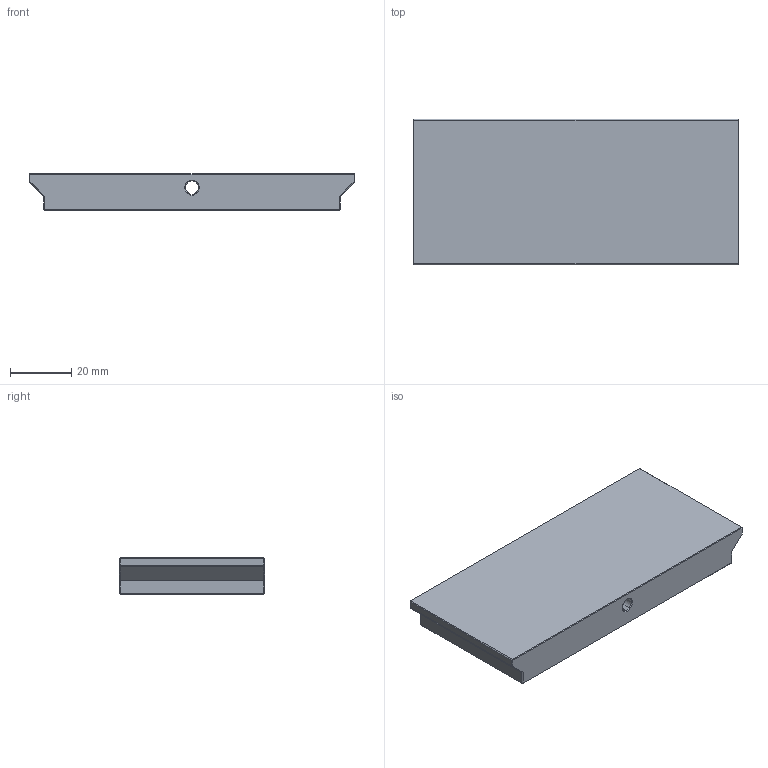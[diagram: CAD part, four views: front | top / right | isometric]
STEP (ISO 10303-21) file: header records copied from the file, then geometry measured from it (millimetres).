
FILE_DESCRIPTION(/* description */ (''),/* implementation_level */ '2;1');
FILE_NAME(/* name */ 'jaw_config1.step',/* time_stamp */ '2025-03-31T09:54:44+02:00',/* author */ (''),/* organization */ (''),/* preprocessor_version */ 'ST-DEVELOPER v20.1',/* originating_system */ 'Autodesk Translation Framework v14.4.0.0',/* authorisation */ '');
FILE_SCHEMA (('AUTOMOTIVE_DESIGN { 1 0 10303 214 3 1 1 }'));
Length unit declared in the file: millimetre
Products named in the file (1): Konfiguration 1
Bounding box: 106.5 x 47.5 x 12 mm (x, y, z)
Volume: 44650.4 mm3; surface area: 14251 mm2
Topology: 1 solids, 1 shells, 62 faces, 132 edges, 72 vertices
Faces by surface type: plane 57, cone 4, cylinder 1
Entity records: 1624 total; most frequent: CARTESIAN_POINT 267, DIRECTION 266, ORIENTED_EDGE 264, EDGE_CURVE 132, LINE 124, VECTOR 124, VERTEX_POINT 72, AXIS2_PLACEMENT_3D 71
